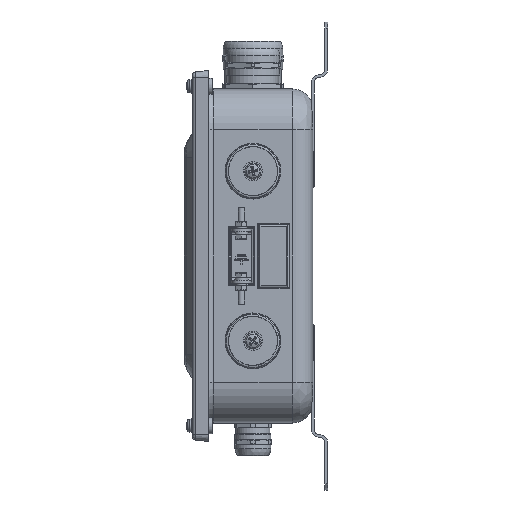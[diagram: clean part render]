
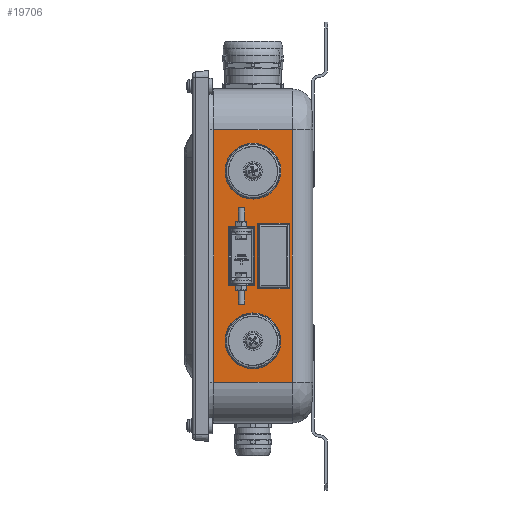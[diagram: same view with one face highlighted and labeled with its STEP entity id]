
A CAD part, left-side view. The second image highlights one B-rep face of the part: STEP entity #19706.
In plain terms, the highlighted planar face has unit normal (-1, 0, 0).
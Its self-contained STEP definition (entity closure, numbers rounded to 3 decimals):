
#1541=FACE_BOUND('',#3805,.T.);
#1542=FACE_BOUND('',#3806,.T.);
#1543=FACE_BOUND('',#3807,.T.);
#1544=FACE_BOUND('',#3808,.T.);
#2557=FACE_OUTER_BOUND('',#3804,.T.);
#3804=EDGE_LOOP('',(#16406,#16407,#16408,#16409));
#3805=EDGE_LOOP('',(#16410));
#3806=EDGE_LOOP('',(#16411));
#3807=EDGE_LOOP('',(#16412,#16413,#16414,#16415));
#3808=EDGE_LOOP('',(#16416,#16417,#16418,#16419));
#4558=CIRCLE('',#21043,18.);
#4598=CIRCLE('',#21117,18.);
#5876=LINE('',#35434,#6974);
#5879=LINE('',#35445,#6977);
#5882=LINE('',#35455,#6980);
#5885=LINE('',#35460,#6983);
#5886=LINE('',#35464,#6984);
#5889=LINE('',#35477,#6987);
#5890=LINE('',#35480,#6988);
#5892=LINE('',#35483,#6990);
#5896=LINE('',#35497,#6994);
#5897=LINE('',#35498,#6995);
#5898=LINE('',#35500,#6996);
#5899=LINE('',#35501,#6997);
#6974=VECTOR('',#26691,10.);
#6977=VECTOR('',#26704,10.);
#6980=VECTOR('',#26715,10.);
#6983=VECTOR('',#26722,10.);
#6984=VECTOR('',#26725,10.);
#6987=VECTOR('',#26736,10.);
#6988=VECTOR('',#26741,10.);
#6990=VECTOR('',#26745,10.);
#6994=VECTOR('',#26761,10.);
#6995=VECTOR('',#26762,10.);
#6996=VECTOR('',#26763,10.);
#6997=VECTOR('',#26764,10.);
#7136=VERTEX_POINT('',#27470);
#8102=VERTEX_POINT('',#32602);
#8160=VERTEX_POINT('',#32997);
#8672=VERTEX_POINT('',#35406);
#8678=VERTEX_POINT('',#35431);
#8679=VERTEX_POINT('',#35433);
#8682=VERTEX_POINT('',#35443);
#8685=VERTEX_POINT('',#35453);
#8686=VERTEX_POINT('',#35462);
#8687=VERTEX_POINT('',#35463);
#8692=VERTEX_POINT('',#35474);
#8693=VERTEX_POINT('',#35476);
#8697=VERTEX_POINT('',#35496);
#8698=VERTEX_POINT('',#35499);
#10388=EDGE_CURVE('',#8102,#8102,#4558,.T.);
#10475=EDGE_CURVE('',#8160,#8160,#4598,.T.);
#11304=EDGE_CURVE('',#8678,#8679,#5876,.T.);
#11310=EDGE_CURVE('',#8682,#8678,#5879,.T.);
#11315=EDGE_CURVE('',#8685,#8682,#5882,.T.);
#11318=EDGE_CURVE('',#8679,#8685,#5885,.T.);
#11319=EDGE_CURVE('',#8686,#8687,#5886,.T.);
#11325=EDGE_CURVE('',#8692,#8693,#5889,.T.);
#11327=EDGE_CURVE('',#8687,#8692,#5890,.T.);
#11329=EDGE_CURVE('',#8693,#8686,#5892,.T.);
#11336=EDGE_CURVE('',#8672,#8697,#5896,.T.);
#11337=EDGE_CURVE('',#7136,#8672,#5897,.T.);
#11338=EDGE_CURVE('',#8698,#7136,#5898,.T.);
#11339=EDGE_CURVE('',#8698,#8697,#5899,.T.);
#16406=ORIENTED_EDGE('',*,*,#11336,.F.);
#16407=ORIENTED_EDGE('',*,*,#11337,.F.);
#16408=ORIENTED_EDGE('',*,*,#11338,.F.);
#16409=ORIENTED_EDGE('',*,*,#11339,.T.);
#16410=ORIENTED_EDGE('',*,*,#10388,.T.);
#16411=ORIENTED_EDGE('',*,*,#10475,.T.);
#16412=ORIENTED_EDGE('',*,*,#11304,.F.);
#16413=ORIENTED_EDGE('',*,*,#11310,.F.);
#16414=ORIENTED_EDGE('',*,*,#11315,.F.);
#16415=ORIENTED_EDGE('',*,*,#11318,.F.);
#16416=ORIENTED_EDGE('',*,*,#11325,.F.);
#16417=ORIENTED_EDGE('',*,*,#11327,.F.);
#16418=ORIENTED_EDGE('',*,*,#11319,.F.);
#16419=ORIENTED_EDGE('',*,*,#11329,.F.);
#17517=PLANE('',#21755);
#19706=ADVANCED_FACE('',(#2557,#1541,#1542,#1543,#1544),#17517,.T.);
#21043=AXIS2_PLACEMENT_3D('',#32604,#24849,#24850);
#21117=AXIS2_PLACEMENT_3D('',#32999,#25012,#25013);
#21755=AXIS2_PLACEMENT_3D('',#35495,#26759,#26760);
#24849=DIRECTION('center_axis',(1.,0.,0.));
#24850=DIRECTION('ref_axis',(0.,-0.146,0.989));
#25012=DIRECTION('center_axis',(1.,0.,0.));
#25013=DIRECTION('ref_axis',(0.,0.655,0.756));
#26691=DIRECTION('',(0.,1.,0.));
#26704=DIRECTION('',(0.,0.,1.));
#26715=DIRECTION('',(0.,-1.,0.));
#26722=DIRECTION('',(0.,0.,-1.));
#26725=DIRECTION('',(0.,-1.,0.));
#26736=DIRECTION('',(0.,1.,0.));
#26741=DIRECTION('',(0.,0.,1.));
#26745=DIRECTION('',(0.,0.,-1.));
#26759=DIRECTION('center_axis',(-1.,0.,0.));
#26760=DIRECTION('ref_axis',(0.,-1.,0.));
#26761=DIRECTION('',(0.,0.,-1.));
#26762=DIRECTION('',(0.,-1.,0.));
#26763=DIRECTION('',(0.,0.,1.));
#26764=DIRECTION('',(0.,-1.,0.));
#27470=CARTESIAN_POINT('',(-162.5,84.,93.));
#32602=CARTESIAN_POINT('',(-162.5,57.625,-80.308));
#32604=CARTESIAN_POINT('Origin',(-162.5,55.,-62.5));
#32997=CARTESIAN_POINT('',(-162.5,43.21,48.898));
#32999=CARTESIAN_POINT('Origin',(-162.5,55.,62.5));
#35406=CARTESIAN_POINT('',(-162.5,26.,93.));
#35431=CARTESIAN_POINT('',(-162.5,28.25,24.));
#35433=CARTESIAN_POINT('',(-162.5,51.75,24.));
#35434=CARTESIAN_POINT('',(-162.5,70.875,24.));
#35443=CARTESIAN_POINT('',(-162.5,28.25,-24.));
#35445=CARTESIAN_POINT('',(-162.5,28.25,-35.));
#35453=CARTESIAN_POINT('',(-162.5,51.75,-24.));
#35455=CARTESIAN_POINT('',(-162.5,60.125,-24.));
#35460=CARTESIAN_POINT('',(-162.5,51.75,-58.));
#35462=CARTESIAN_POINT('',(-162.5,72.982,-21.732));
#35463=CARTESIAN_POINT('',(-162.5,54.018,-21.732));
#35464=CARTESIAN_POINT('',(-162.5,67.875,-21.732));
#35474=CARTESIAN_POINT('',(-162.5,54.018,21.732));
#35476=CARTESIAN_POINT('',(-162.5,72.982,21.732));
#35477=CARTESIAN_POINT('',(-162.5,59.125,21.732));
#35480=CARTESIAN_POINT('',(-162.5,54.018,-10.5));
#35483=CARTESIAN_POINT('',(-162.5,72.982,10.5));
#35495=CARTESIAN_POINT('Origin',(-162.5,91.,-93.));
#35496=CARTESIAN_POINT('',(-162.5,26.,-93.));
#35497=CARTESIAN_POINT('',(-162.5,26.,-46.5));
#35498=CARTESIAN_POINT('',(-162.5,91.,93.));
#35499=CARTESIAN_POINT('',(-162.5,84.,-93.));
#35500=CARTESIAN_POINT('',(-162.5,84.,-46.5));
#35501=CARTESIAN_POINT('',(-162.5,91.,-93.));
